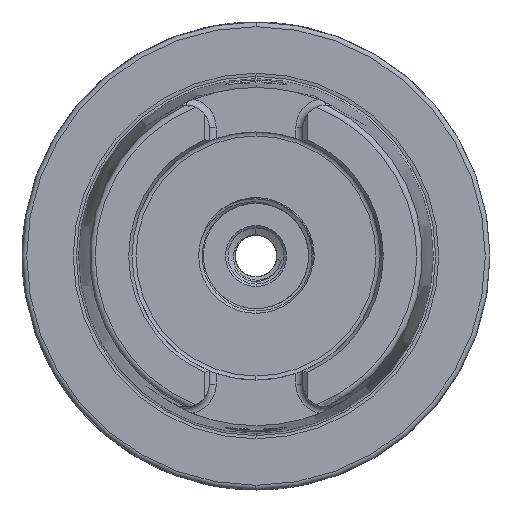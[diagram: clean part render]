
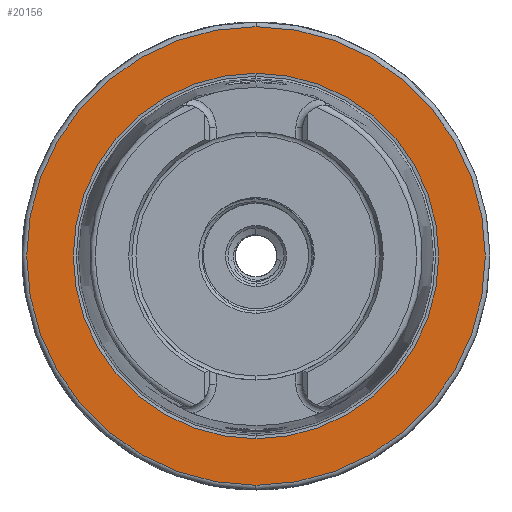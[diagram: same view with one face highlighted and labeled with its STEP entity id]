
A CAD part, left-side view. The second image highlights one B-rep face of the part: STEP entity #20156.
In plain terms, the highlighted planar face has unit normal (-1, 0, 0).
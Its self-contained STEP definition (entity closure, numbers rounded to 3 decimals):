
#42 = CIRCLE ( 'NONE', #21721, 49. ) ;
#89 = CIRCLE ( 'NONE', #19298, 39.054 ) ;
#93 = CIRCLE ( 'NONE', #19292, 49. ) ;
#10636 = EDGE_LOOP ( 'NONE', ( #24324, #24325 ) ) ;
#11386 = CARTESIAN_POINT ( 'NONE',  ( 0., 0., 0. ) ) ;
#11387 = DIRECTION ( 'NONE',  ( 1., 0., 0. ) ) ;
#11388 = DIRECTION ( 'NONE',  ( 0., 0., -1. ) ) ;
#12787 = VERTEX_POINT ( 'NONE', #21503 ) ;
#12823 = VERTEX_POINT ( 'NONE', #21527 ) ;
#13043 = CARTESIAN_POINT ( 'NONE',  ( 0., 0., 0. ) ) ;
#13044 = DIRECTION ( 'NONE',  ( 1., 0., 0. ) ) ;
#13045 = DIRECTION ( 'NONE',  ( 0., 0., -1. ) ) ;
#13046 = CARTESIAN_POINT ( 'NONE',  ( 0., 0., 0. ) ) ;
#13047 = DIRECTION ( 'NONE',  ( -1., 0., 0. ) ) ;
#13048 = DIRECTION ( 'NONE',  ( 0., 0., 1. ) ) ;
#17434 = AXIS2_PLACEMENT_3D ( 'NONE', #28533, #28534, #28535 ) ;
#18652 = EDGE_CURVE ( 'NONE', #12823, #18847, #30429, .T. ) ;
#18834 = VERTEX_POINT ( 'NONE', #29277 ) ;
#18847 = VERTEX_POINT ( 'NONE', #29290 ) ;
#19292 = AXIS2_PLACEMENT_3D ( 'NONE', #13046, #13047, #13048 ) ;
#19298 = AXIS2_PLACEMENT_3D ( 'NONE', #13043, #13044, #13045 ) ;
#20050 = FACE_OUTER_BOUND ( 'NONE', #10636, .T. ) ;
#20053 = FACE_BOUND ( 'NONE', #21680, .T. ) ;
#20156 = ADVANCED_FACE ( 'NONE', ( #20050, #20053 ), #28532, .T. ) ;
#21503 = CARTESIAN_POINT ( 'NONE',  ( 0., 0., 49. ) ) ;
#21527 = CARTESIAN_POINT ( 'NONE',  ( 0., 0., 39.054 ) ) ;
#21680 = EDGE_LOOP ( 'NONE', ( #24327, #24326 ) ) ;
#21721 = AXIS2_PLACEMENT_3D ( 'NONE', #21947, #21948, #21949 ) ;
#21947 = CARTESIAN_POINT ( 'NONE',  ( 0., 0., 0. ) ) ;
#21948 = DIRECTION ( 'NONE',  ( -1., 0., 0. ) ) ;
#21949 = DIRECTION ( 'NONE',  ( 0., 0., 1. ) ) ;
#22548 = AXIS2_PLACEMENT_3D ( 'NONE', #11386, #11387, #11388 ) ;
#23687 = EDGE_CURVE ( 'NONE', #12787, #18834, #42, .T. ) ;
#24324 = ORIENTED_EDGE ( 'NONE', *, *, #23687, .T. ) ;
#24325 = ORIENTED_EDGE ( 'NONE', *, *, #30252, .T. ) ;
#24326 = ORIENTED_EDGE ( 'NONE', *, *, #30251, .T. ) ;
#24327 = ORIENTED_EDGE ( 'NONE', *, *, #18652, .T. ) ;
#28532 = PLANE ( 'NONE',  #17434 ) ;
#28533 = CARTESIAN_POINT ( 'NONE',  ( 0., 39.054, 0. ) ) ;
#28534 = DIRECTION ( 'NONE',  ( -1., 0., 0. ) ) ;
#28535 = DIRECTION ( 'NONE',  ( 0., 0., 1. ) ) ;
#29277 = CARTESIAN_POINT ( 'NONE',  ( 0., 0., -49. ) ) ;
#29290 = CARTESIAN_POINT ( 'NONE',  ( 0., 0., -39.054 ) ) ;
#30251 = EDGE_CURVE ( 'NONE', #18847, #12823, #89, .T. ) ;
#30252 = EDGE_CURVE ( 'NONE', #18834, #12787, #93, .T. ) ;
#30429 = CIRCLE ( 'NONE', #22548, 39.054 ) ;
